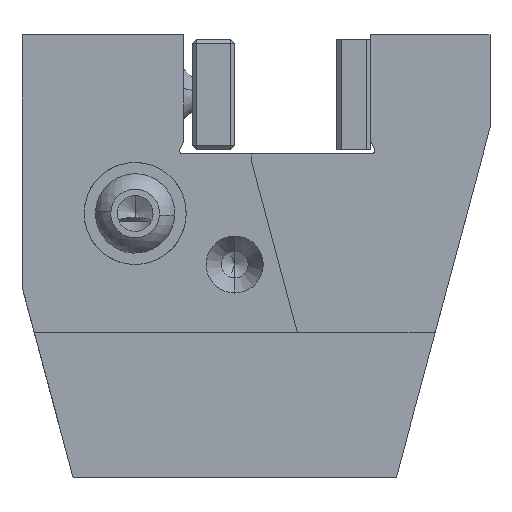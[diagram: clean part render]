
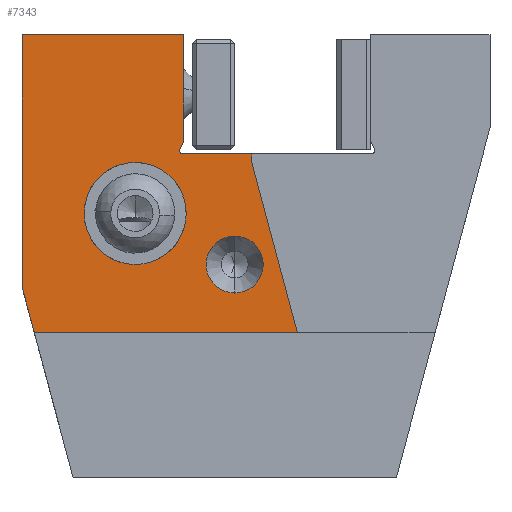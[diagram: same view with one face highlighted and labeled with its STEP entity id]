
A CAD part, left-side view. The second image highlights one B-rep face of the part: STEP entity #7343.
In plain terms, the highlighted planar face has unit normal (-1, 0, 0).
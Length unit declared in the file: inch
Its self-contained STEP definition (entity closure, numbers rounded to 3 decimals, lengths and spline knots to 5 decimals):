
#167 = EDGE_CURVE ( 'NONE', #9557, #1455, #504, .T. ) ;
#169 = VECTOR ( 'NONE', #5199, 39.37008 ) ;
#172 = DIRECTION ( 'NONE',  ( -1., 0., 0. ) ) ;
#176 = ORIENTED_EDGE ( 'NONE', *, *, #8467, .T. ) ;
#249 = DIRECTION ( 'NONE',  ( 0., 0., 1. ) ) ;
#250 = CIRCLE ( 'NONE', #268, 0.23622 ) ;
#268 = AXIS2_PLACEMENT_3D ( 'NONE', #1103, #172, #8108 ) ;
#333 = CARTESIAN_POINT ( 'NONE',  ( -2.03438, 1.29697, -0.05607 ) ) ;
#338 = AXIS2_PLACEMENT_3D ( 'NONE', #10288, #11171, #5876 ) ;
#350 = CARTESIAN_POINT ( 'NONE',  ( -2.03438, 0.02299, -0.26837 ) ) ;
#504 = CIRCLE ( 'NONE', #5395, 0.13189 ) ;
#820 = CARTESIAN_POINT ( 'NONE',  ( -2.03438, 1.29697, 1.10958 ) ) ;
#952 = ORIENTED_EDGE ( 'NONE', *, *, #3174, .F. ) ;
#1103 = CARTESIAN_POINT ( 'NONE',  ( -2.03438, 0.77335, 0.28281 ) ) ;
#1106 = DIRECTION ( 'NONE',  ( -1., 0., 0. ) ) ;
#1333 = CARTESIAN_POINT ( 'NONE',  ( -2.03438, 1.29697, -0.93766 ) ) ;
#1418 = DIRECTION ( 'NONE',  ( 0., -1., 0. ) ) ;
#1455 = VERTEX_POINT ( 'NONE', #3005 ) ;
#1767 = VECTOR ( 'NONE', #10826, 39.37008 ) ;
#1799 = CIRCLE ( 'NONE', #3628, 0.01575 ) ;
#1808 = VERTEX_POINT ( 'NONE', #8543 ) ;
#1816 = CIRCLE ( 'NONE', #3410, 0.13189 ) ;
#1871 = CARTESIAN_POINT ( 'NONE',  ( -2.03438, 0.23398, 0.5584 ) ) ;
#1872 = CARTESIAN_POINT ( 'NONE',  ( -2.03438, 0.5513, 0.5584 ) ) ;
#1917 = ORIENTED_EDGE ( 'NONE', *, *, #9362, .T. ) ;
#1954 = VERTEX_POINT ( 'NONE', #820 ) ;
#1990 = CARTESIAN_POINT ( 'NONE',  ( -2.03438, 0.23398, 0.51903 ) ) ;
#2105 = ORIENTED_EDGE ( 'NONE', *, *, #6265, .F. ) ;
#2289 = DIRECTION ( 'NONE',  ( -1., 0., 0. ) ) ;
#2413 = VECTOR ( 'NONE', #10934, 39.37008 ) ;
#2557 = CARTESIAN_POINT ( 'NONE',  ( -2.03438, 1.06075, -0.93766 ) ) ;
#2677 = VERTEX_POINT ( 'NONE', #333 ) ;
#2737 = DIRECTION ( 'NONE',  ( -1., 0., 0. ) ) ;
#2749 = EDGE_CURVE ( 'NONE', #2677, #1954, #4383, .T. ) ;
#2978 = CARTESIAN_POINT ( 'NONE',  ( -2.03438, 0.56705, 0.57513 ) ) ;
#2983 = ORIENTED_EDGE ( 'NONE', *, *, #3763, .T. ) ;
#3005 = CARTESIAN_POINT ( 'NONE',  ( -2.03438, 0.31272, -0.0853 ) ) ;
#3174 = EDGE_CURVE ( 'NONE', #8475, #9562, #250, .T. ) ;
#3180 = VERTEX_POINT ( 'NONE', #6343 ) ;
#3344 = CARTESIAN_POINT ( 'NONE',  ( -2.03438, 1.29697, 1.10958 ) ) ;
#3348 = EDGE_CURVE ( 'NONE', #1455, #9557, #1816, .T. ) ;
#3410 = AXIS2_PLACEMENT_3D ( 'NONE', #10759, #9052, #3846 ) ;
#3584 = CARTESIAN_POINT ( 'NONE',  ( -2.03438, 0.5513, 0.57415 ) ) ;
#3628 = AXIS2_PLACEMENT_3D ( 'NONE', #3584, #2737, #9665 ) ;
#3716 = LINE ( 'NONE', #9039, #7916 ) ;
#3740 = ORIENTED_EDGE ( 'NONE', *, *, #3845, .T. ) ;
#3763 = EDGE_CURVE ( 'NONE', #10345, #3180, #9595, .T. ) ;
#3830 = ORIENTED_EDGE ( 'NONE', *, *, #7177, .T. ) ;
#3845 = EDGE_CURVE ( 'NONE', #7707, #1954, #11203, .T. ) ;
#3846 = DIRECTION ( 'NONE',  ( 0., 0., 1. ) ) ;
#4135 = EDGE_CURVE ( 'NONE', #10345, #1808, #9993, .T. ) ;
#4147 = ORIENTED_EDGE ( 'NONE', *, *, #6760, .T. ) ;
#4377 = LINE ( 'NONE', #8583, #169 ) ;
#4383 = LINE ( 'NONE', #8054, #7213 ) ;
#4409 = VECTOR ( 'NONE', #8917, 39.37008 ) ;
#4520 = DIRECTION ( 'NONE',  ( 0., 1., 0. ) ) ;
#4656 = FACE_OUTER_BOUND ( 'NONE', #9587, .T. ) ;
#4660 = LINE ( 'NONE', #5311, #9149 ) ;
#5037 = CARTESIAN_POINT ( 'NONE',  ( -2.03438, 0.54894, 1.10958 ) ) ;
#5055 = AXIS2_PLACEMENT_3D ( 'NONE', #10653, #1106, #4520 ) ;
#5077 = EDGE_CURVE ( 'NONE', #9227, #1808, #7527, .T. ) ;
#5199 = DIRECTION ( 'NONE',  ( 0., 1., 0. ) ) ;
#5311 = CARTESIAN_POINT ( 'NONE',  ( -2.03438, 0.54894, 1.10958 ) ) ;
#5324 = CIRCLE ( 'NONE', #338, 0.23622 ) ;
#5395 = AXIS2_PLACEMENT_3D ( 'NONE', #7436, #2289, #5730 ) ;
#5412 = CARTESIAN_POINT ( 'NONE',  ( -2.03438, 0.53713, 0.28281 ) ) ;
#5435 = ORIENTED_EDGE ( 'NONE', *, *, #7768, .F. ) ;
#5487 = CARTESIAN_POINT ( 'NONE',  ( -2.03438, 0.56557, 0.58179 ) ) ;
#5497 = VECTOR ( 'NONE', #5907, 39.37008 ) ;
#5533 = DIRECTION ( 'NONE',  ( 1., 0., 0. ) ) ;
#5614 = PLANE ( 'NONE',  #6515 ) ;
#5730 = DIRECTION ( 'NONE',  ( 0., 0., 1. ) ) ;
#5876 = DIRECTION ( 'NONE',  ( 0., -1., 0. ) ) ;
#5907 = DIRECTION ( 'NONE',  ( 0., 1., 0. ) ) ;
#5947 = VERTEX_POINT ( 'NONE', #1871 ) ;
#5984 = VECTOR ( 'NONE', #11211, 39.37008 ) ;
#5998 = ORIENTED_EDGE ( 'NONE', *, *, #2749, .F. ) ;
#6007 = ORIENTED_EDGE ( 'NONE', *, *, #3348, .F. ) ;
#6265 = EDGE_CURVE ( 'NONE', #9562, #8475, #5324, .T. ) ;
#6343 = CARTESIAN_POINT ( 'NONE',  ( -2.03438, 0.54894, 0.61746 ) ) ;
#6511 = ORIENTED_EDGE ( 'NONE', *, *, #5077, .T. ) ;
#6515 = AXIS2_PLACEMENT_3D ( 'NONE', #1333, #5533, #9895 ) ;
#6661 = CARTESIAN_POINT ( 'NONE',  ( -2.03438, 0.54894, 0.61746 ) ) ;
#6673 = LINE ( 'NONE', #2557, #5984 ) ;
#6695 = ORIENTED_EDGE ( 'NONE', *, *, #10123, .T. ) ;
#6760 = EDGE_CURVE ( 'NONE', #7926, #9575, #3716, .T. ) ;
#7128 = CARTESIAN_POINT ( 'NONE',  ( -2.03438, 0.23398, -0.93766 ) ) ;
#7177 = EDGE_CURVE ( 'NONE', #3180, #7707, #4660, .T. ) ;
#7179 = CARTESIAN_POINT ( 'NONE',  ( -2.03438, 0.31272, 0.17848 ) ) ;
#7205 = VERTEX_POINT ( 'NONE', #1872 ) ;
#7213 = VECTOR ( 'NONE', #8847, 39.37008 ) ;
#7343 = ADVANCED_FACE ( 'NONE', ( #10230, #10097, #4656 ), #5614, .F. ) ;
#7381 = DIRECTION ( 'NONE',  ( 0., 0.259, 0.966 ) ) ;
#7407 = CARTESIAN_POINT ( 'NONE',  ( -2.03438, 1.29697, -0.26837 ) ) ;
#7436 = CARTESIAN_POINT ( 'NONE',  ( -2.03438, 0.31272, 0.04659 ) ) ;
#7527 = LINE ( 'NONE', #2978, #4409 ) ;
#7707 = VERTEX_POINT ( 'NONE', #5037 ) ;
#7768 = EDGE_CURVE ( 'NONE', #9227, #7205, #1799, .T. ) ;
#7886 = LINE ( 'NONE', #7407, #9897 ) ;
#7916 = VECTOR ( 'NONE', #7381, 39.37008 ) ;
#7926 = VERTEX_POINT ( 'NONE', #350 ) ;
#7964 = ORIENTED_EDGE ( 'NONE', *, *, #4135, .F. ) ;
#7989 = ORIENTED_EDGE ( 'NONE', *, *, #167, .F. ) ;
#8054 = CARTESIAN_POINT ( 'NONE',  ( -2.03438, 1.29697, -0.93766 ) ) ;
#8108 = DIRECTION ( 'NONE',  ( 0., -1., 0. ) ) ;
#8154 = ORIENTED_EDGE ( 'NONE', *, *, #10434, .T. ) ;
#8467 = EDGE_CURVE ( 'NONE', #5947, #7205, #4377, .T. ) ;
#8475 = VERTEX_POINT ( 'NONE', #5412 ) ;
#8483 = EDGE_LOOP ( 'NONE', ( #952, #2105 ) ) ;
#8543 = CARTESIAN_POINT ( 'NONE',  ( -2.03438, 0.56705, 0.57513 ) ) ;
#8583 = CARTESIAN_POINT ( 'NONE',  ( -2.03438, 0.5513, 0.5584 ) ) ;
#8847 = DIRECTION ( 'NONE',  ( 0., 0., 1. ) ) ;
#8917 = DIRECTION ( 'NONE',  ( 0., 0., 1. ) ) ;
#9039 = CARTESIAN_POINT ( 'NONE',  ( -2.03438, 0.23398, 0.51903 ) ) ;
#9052 = DIRECTION ( 'NONE',  ( -1., 0., 0. ) ) ;
#9149 = VECTOR ( 'NONE', #249, 39.37008 ) ;
#9214 = LINE ( 'NONE', #7128, #1767 ) ;
#9227 = VERTEX_POINT ( 'NONE', #10569 ) ;
#9362 = EDGE_CURVE ( 'NONE', #2677, #10766, #6673, .T. ) ;
#9557 = VERTEX_POINT ( 'NONE', #7179 ) ;
#9562 = VERTEX_POINT ( 'NONE', #10636 ) ;
#9575 = VERTEX_POINT ( 'NONE', #1990 ) ;
#9587 = EDGE_LOOP ( 'NONE', ( #1917, #6695, #4147, #8154, #176, #5435, #6511, #7964, #2983, #3830, #3740, #5998 ) ) ;
#9595 = LINE ( 'NONE', #6661, #2413 ) ;
#9665 = DIRECTION ( 'NONE',  ( 0., 1., 0. ) ) ;
#9895 = DIRECTION ( 'NONE',  ( 0., 1., 0. ) ) ;
#9897 = VECTOR ( 'NONE', #1418, 39.37008 ) ;
#9993 = CIRCLE ( 'NONE', #5055, 0.01575 ) ;
#10097 = FACE_BOUND ( 'NONE', #8483, .T. ) ;
#10123 = EDGE_CURVE ( 'NONE', #10766, #7926, #7886, .T. ) ;
#10202 = EDGE_LOOP ( 'NONE', ( #6007, #7989 ) ) ;
#10230 = FACE_BOUND ( 'NONE', #10202, .T. ) ;
#10288 = CARTESIAN_POINT ( 'NONE',  ( -2.03438, 0.77335, 0.28281 ) ) ;
#10345 = VERTEX_POINT ( 'NONE', #5487 ) ;
#10434 = EDGE_CURVE ( 'NONE', #9575, #5947, #9214, .T. ) ;
#10569 = CARTESIAN_POINT ( 'NONE',  ( -2.03438, 0.56705, 0.57415 ) ) ;
#10636 = CARTESIAN_POINT ( 'NONE',  ( -2.03438, 1.00957, 0.28281 ) ) ;
#10653 = CARTESIAN_POINT ( 'NONE',  ( -2.03438, 0.5513, 0.57513 ) ) ;
#10759 = CARTESIAN_POINT ( 'NONE',  ( -2.03438, 0.31272, 0.04659 ) ) ;
#10766 = VERTEX_POINT ( 'NONE', #11210 ) ;
#10826 = DIRECTION ( 'NONE',  ( 0., 0., 1. ) ) ;
#10934 = DIRECTION ( 'NONE',  ( 0., -0.423, 0.906 ) ) ;
#11171 = DIRECTION ( 'NONE',  ( -1., 0., 0. ) ) ;
#11203 = LINE ( 'NONE', #3344, #5497 ) ;
#11210 = CARTESIAN_POINT ( 'NONE',  ( -2.03438, 1.24008, -0.26837 ) ) ;
#11211 = DIRECTION ( 'NONE',  ( 0., -0.259, -0.966 ) ) ;
